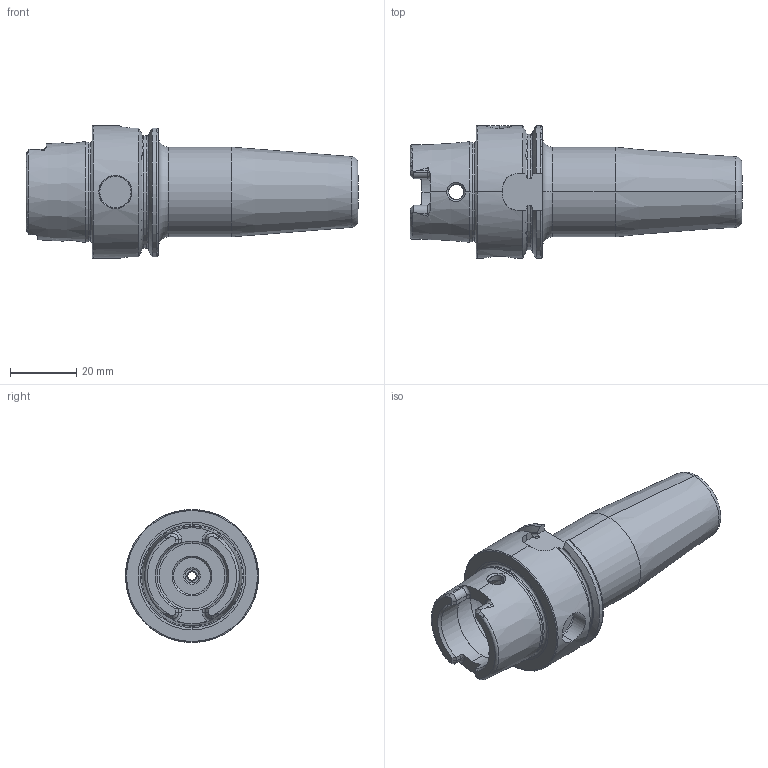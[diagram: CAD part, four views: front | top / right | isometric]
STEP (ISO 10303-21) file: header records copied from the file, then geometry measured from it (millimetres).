
FILE_DESCRIPTION (( 'STEP AP203' ), '1' );
FILE_NAME ('HA4.S06.K01.080.STEP', '2018-02-14T12:53:35', ( 'SWIAdmin' ), ( 'Hewlett-Packard Company' ), 'SwSTEP 2.0', 'SolidWorks 2017', '' );
FILE_SCHEMA (( 'CONFIG_CONTROL_DESIGN' ));
Length unit declared in the file: millimetre
Products named in the file (3): HA4-S06.K01.080_C_Fertigbearbeitung; ERU-AN1.K01.014_A; HA4.S06.K01.080
Assembly tree (2 placements, depth 2):
  HA4.S06.K01.080
    HA4-S06.K01.080_C_Fertigbearbeitung
    ERU-AN1.K01.014_A
Bounding box: 99.9 x 40 x 40 mm (x, y, z)
Volume: 52406.6 mm3; surface area: 15473.3 mm2
Topology: 2 solids, 2 shells, 230 faces, 576 edges, 353 vertices
Faces by surface type: plane 80, cylinder 62, cone 43, torus 41, bspline 4
Entity records: 8357 total; most frequent: CARTESIAN_POINT 2662, ORIENTED_EDGE 1152, DIRECTION 1130, EDGE_CURVE 576, AXIS2_PLACEMENT_3D 453, VERTEX_POINT 353, EDGE_LOOP 241, ADVANCED_FACE 230
